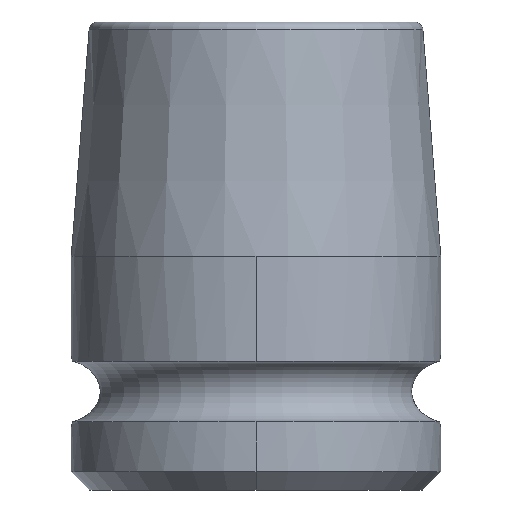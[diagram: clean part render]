
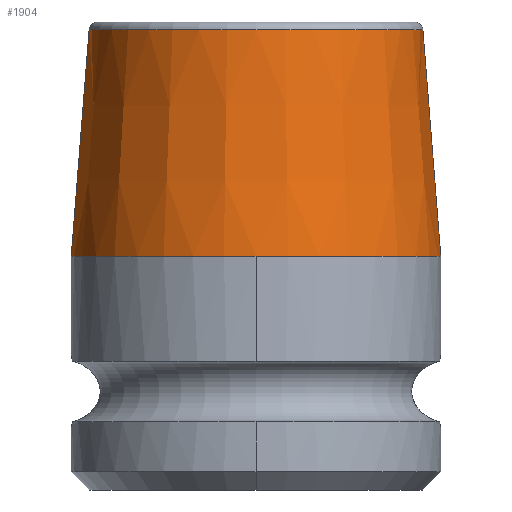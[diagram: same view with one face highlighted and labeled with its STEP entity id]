
A CAD part, left-side view. The second image highlights one B-rep face of the part: STEP entity #1904.
In plain terms, the highlighted conical face has half-angle 4.514 degrees and reference radius 14.275 mm.
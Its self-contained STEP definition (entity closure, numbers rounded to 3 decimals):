
#172=CARTESIAN_POINT('',(0.,0.,19.));
#173=DIRECTION('',(0.,0.,1.));
#174=DIRECTION('',(0.,1.,0.));
#175=AXIS2_PLACEMENT_3D('',#172,#173,#174);
#338=CARTESIAN_POINT('',(0.,0.,19.));
#339=DIRECTION('',(0.,0.,1.));
#340=DIRECTION('',(-1.,0.,0.));
#341=AXIS2_PLACEMENT_3D('',#338,#339,#340);
#830=DIRECTION('',(0.,0.079,-0.997));
#831=VECTOR('',#830,18.412);
#832=CARTESIAN_POINT('',(0.,13.551,
37.355));
#833=LINE('',#832,#831);
#834=DIRECTION('',(0.,-0.079,-0.997));
#835=VECTOR('',#834,18.412);
#836=CARTESIAN_POINT('',(0.,-13.551,
37.355));
#837=LINE('',#836,#835);
#838=CARTESIAN_POINT('',(0.,0.,37.355));
#839=DIRECTION('',(0.,0.,1.));
#840=DIRECTION('',(0.,1.,0.));
#841=AXIS2_PLACEMENT_3D('',#838,#839,#840);
#1153=CARTESIAN_POINT('',(0.,15.,19.));
#1154=CARTESIAN_POINT('',(-15.,0.,19.));
#1155=VERTEX_POINT('',#1153);
#1156=VERTEX_POINT('',#1154);
#1157=CARTESIAN_POINT('',(0.,-15.,19.));
#1158=VERTEX_POINT('',#1157);
#1165=CARTESIAN_POINT('',(0.,13.551,37.355));
#1166=CARTESIAN_POINT('',(0.,-13.551,37.355));
#1167=VERTEX_POINT('',#1165);
#1168=VERTEX_POINT('',#1166);
#1892=CARTESIAN_POINT('',(0.,0.,28.178));
#1893=DIRECTION('',(0.,0.,-1.));
#1894=DIRECTION('',(0.,-1.,0.));
#1895=AXIS2_PLACEMENT_3D('',#1892,#1893,#1894);
#1896=CONICAL_SURFACE('',#1895,14.275,4.514);
#1897=ORIENTED_EDGE('',*,*,#1857,.T.);
#1898=ORIENTED_EDGE('',*,*,#1887,.T.);
#1899=ORIENTED_EDGE('',*,*,#1358,.F.);
#1900=ORIENTED_EDGE('',*,*,#1291,.F.);
#1901=ORIENTED_EDGE('',*,*,#1883,.F.);
#1902=EDGE_LOOP('',(#1897,#1898,#1899,#1900,#1901));
#1903=FACE_OUTER_BOUND('',#1902,.F.);
#1904=ADVANCED_FACE('',(#1903),#1896,.T.);
#176=CIRCLE('',#175,15.);
#342=CIRCLE('',#341,15.);
#842=CIRCLE('',#841,13.551);
#1291=EDGE_CURVE('',#1155,#1156,#176,.T.);
#1358=EDGE_CURVE('',#1156,#1158,#342,.T.);
#1857=EDGE_CURVE('',#1167,#1168,#842,.T.);
#1883=EDGE_CURVE('',#1167,#1155,#833,.T.);
#1887=EDGE_CURVE('',#1168,#1158,#837,.T.);
